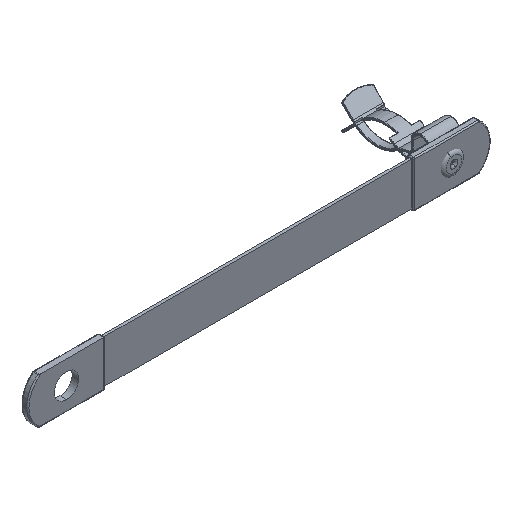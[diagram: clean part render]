
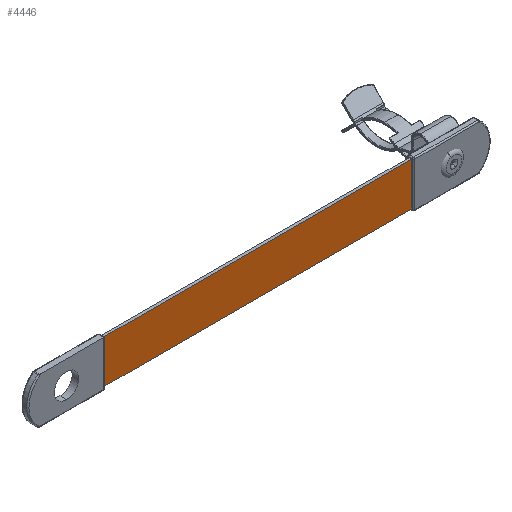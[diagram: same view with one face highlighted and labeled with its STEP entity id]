
A CAD part, isometric view. The second image highlights one B-rep face of the part: STEP entity #4446.
In plain terms, the highlighted planar face has unit normal (0, -1, 0).
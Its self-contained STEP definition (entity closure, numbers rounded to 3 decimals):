
#3 = PLANE ( 'NONE',  #2218 ) ;
#764 = CARTESIAN_POINT ( 'NONE',  ( -40.05, -0.7, -5.6 ) ) ;
#779 = VECTOR ( 'NONE', #8496, 1000. ) ;
#806 = LINE ( 'NONE', #4767, #779 ) ;
#965 = VERTEX_POINT ( 'NONE', #764 ) ;
#1087 = CARTESIAN_POINT ( 'NONE',  ( 40.05, -0.7, -5.6 ) ) ;
#1305 = CARTESIAN_POINT ( 'NONE',  ( 0., -0.7, 0. ) ) ;
#2218 = AXIS2_PLACEMENT_3D ( 'NONE', #1305, #10094, #7063 ) ;
#2239 = DIRECTION ( 'NONE',  ( -1., 0., 0. ) ) ;
#2685 = EDGE_CURVE ( 'NONE', #11055, #4173, #8445, .T. ) ;
#3530 = DIRECTION ( 'NONE',  ( 1., 0., 0. ) ) ;
#3752 = ORIENTED_EDGE ( 'NONE', *, *, #2685, .F. ) ;
#3858 = EDGE_LOOP ( 'NONE', ( #3752, #12244, #8471, #9260 ) ) ;
#4173 = VERTEX_POINT ( 'NONE', #12601 ) ;
#4446 = ADVANCED_FACE ( 'NONE', ( #4946 ), #3, .T. ) ;
#4767 = CARTESIAN_POINT ( 'NONE',  ( -40.05, -0.7, 5.6 ) ) ;
#4946 = FACE_OUTER_BOUND ( 'NONE', #3858, .T. ) ;
#5376 = EDGE_CURVE ( 'NONE', #7678, #965, #7088, .T. ) ;
#5445 = VECTOR ( 'NONE', #2239, 1000. ) ;
#6386 = CARTESIAN_POINT ( 'NONE',  ( -40.05, -0.7, 5.6 ) ) ;
#7063 = DIRECTION ( 'NONE',  ( 0., 0., -1. ) ) ;
#7088 = LINE ( 'NONE', #9929, #5445 ) ;
#7310 = EDGE_CURVE ( 'NONE', #965, #11055, #806, .T. ) ;
#7411 = VECTOR ( 'NONE', #12323, 1000. ) ;
#7678 = VERTEX_POINT ( 'NONE', #1087 ) ;
#7775 = EDGE_CURVE ( 'NONE', #4173, #7678, #8385, .T. ) ;
#8385 = LINE ( 'NONE', #12064, #7411 ) ;
#8445 = LINE ( 'NONE', #11240, #9872 ) ;
#8471 = ORIENTED_EDGE ( 'NONE', *, *, #5376, .F. ) ;
#8496 = DIRECTION ( 'NONE',  ( 0., 0., 1. ) ) ;
#9260 = ORIENTED_EDGE ( 'NONE', *, *, #7775, .F. ) ;
#9872 = VECTOR ( 'NONE', #3530, 1000. ) ;
#9929 = CARTESIAN_POINT ( 'NONE',  ( -40.05, -0.7, -5.6 ) ) ;
#10094 = DIRECTION ( 'NONE',  ( 0., -1., 0. ) ) ;
#11055 = VERTEX_POINT ( 'NONE', #6386 ) ;
#11240 = CARTESIAN_POINT ( 'NONE',  ( 40.05, -0.7, 5.6 ) ) ;
#12064 = CARTESIAN_POINT ( 'NONE',  ( 40.05, -0.7, -5.6 ) ) ;
#12244 = ORIENTED_EDGE ( 'NONE', *, *, #7310, .F. ) ;
#12323 = DIRECTION ( 'NONE',  ( 0., 0., -1. ) ) ;
#12601 = CARTESIAN_POINT ( 'NONE',  ( 40.05, -0.7, 5.6 ) ) ;
